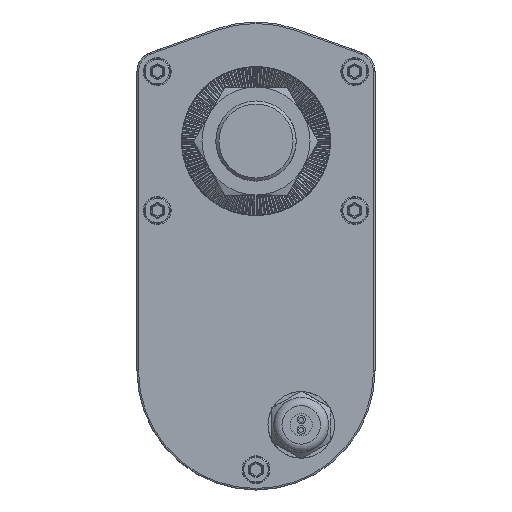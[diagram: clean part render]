
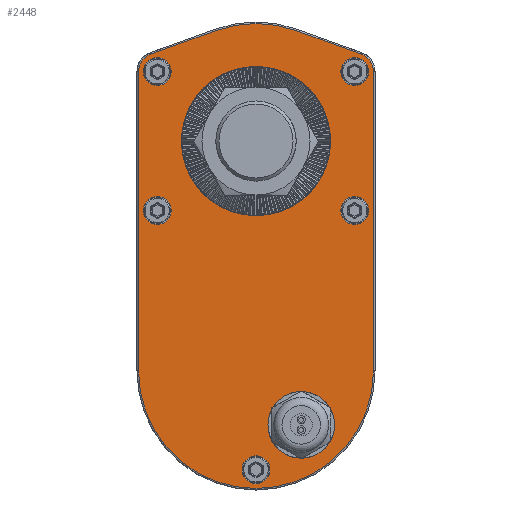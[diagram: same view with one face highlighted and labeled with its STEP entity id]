
A CAD part, front view. The second image highlights one B-rep face of the part: STEP entity #2448.
In plain terms, the highlighted planar face has unit normal (0, -1, 0).
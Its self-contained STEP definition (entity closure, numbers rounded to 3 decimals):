
#2448 = ADVANCED_FACE( '', ( #5114, #5115, #5116, #5117, #5118, #5119, #5120, #5121 ), #5122, .T. );
#5114 = FACE_BOUND( '', #12875, .T. );
#5115 = FACE_BOUND( '', #12876, .T. );
#5116 = FACE_BOUND( '', #12877, .T. );
#5117 = FACE_BOUND( '', #12878, .T. );
#5118 = FACE_BOUND( '', #12879, .T. );
#5119 = FACE_BOUND( '', #12880, .T. );
#5120 = FACE_OUTER_BOUND( '', #12881, .T. );
#5121 = FACE_BOUND( '', #12882, .T. );
#5122 = PLANE( '', #12883 );
#12875 = EDGE_LOOP( '', ( #20677 ) );
#12876 = EDGE_LOOP( '', ( #20678 ) );
#12877 = EDGE_LOOP( '', ( #20679 ) );
#12878 = EDGE_LOOP( '', ( #20680 ) );
#12879 = EDGE_LOOP( '', ( #20681 ) );
#12880 = EDGE_LOOP( '', ( #20682 ) );
#12881 = EDGE_LOOP( '', ( #20683, #20684, #20685, #20686, #20687, #20688, #20689, #20690 ) );
#12882 = EDGE_LOOP( '', ( #20691 ) );
#12883 = AXIS2_PLACEMENT_3D( '', #20692, #20693, #20694 );
#20677 = ORIENTED_EDGE( '', *, *, #23952, .F. );
#20678 = ORIENTED_EDGE( '', *, *, #23980, .T. );
#20679 = ORIENTED_EDGE( '', *, *, #24883, .T. );
#20680 = ORIENTED_EDGE( '', *, *, #22417, .T. );
#20681 = ORIENTED_EDGE( '', *, *, #23786, .T. );
#20682 = ORIENTED_EDGE( '', *, *, #25142, .T. );
#20683 = ORIENTED_EDGE( '', *, *, #25184, .T. );
#20684 = ORIENTED_EDGE( '', *, *, #25185, .T. );
#20685 = ORIENTED_EDGE( '', *, *, #23578, .T. );
#20686 = ORIENTED_EDGE( '', *, *, #24450, .T. );
#20687 = ORIENTED_EDGE( '', *, *, #24676, .T. );
#20688 = ORIENTED_EDGE( '', *, *, #23552, .T. );
#20689 = ORIENTED_EDGE( '', *, *, #23350, .T. );
#20690 = ORIENTED_EDGE( '', *, *, #23425, .T. );
#20691 = ORIENTED_EDGE( '', *, *, #24713, .F. );
#20692 = CARTESIAN_POINT( '', ( 0., 24.5, -74.5 ) );
#20693 = DIRECTION( '', ( 0., -1., 0. ) );
#20694 = DIRECTION( '', ( 0., 0., -1. ) );
#22417 = EDGE_CURVE( '', #25664, #25664, #25665, .T. );
#23350 = EDGE_CURVE( '', #27239, #27241, #27243, .T. );
#23425 = EDGE_CURVE( '', #27241, #27358, #27360, .T. );
#23552 = EDGE_CURVE( '', #27558, #27239, #27561, .T. );
#23578 = EDGE_CURVE( '', #27602, #27600, #27603, .T. );
#23786 = EDGE_CURVE( '', #27911, #27911, #27912, .T. );
#23952 = EDGE_CURVE( '', #28162, #28162, #28163, .T. );
#23980 = EDGE_CURVE( '', #28202, #28202, #28203, .T. );
#24450 = EDGE_CURVE( '', #27600, #28848, #28850, .T. );
#24676 = EDGE_CURVE( '', #28848, #27558, #29140, .T. );
#24713 = EDGE_CURVE( '', #29189, #29189, #29190, .T. );
#24883 = EDGE_CURVE( '', #29411, #29411, #29412, .T. );
#25142 = EDGE_CURVE( '', #29704, #29704, #29705, .T. );
#25184 = EDGE_CURVE( '', #27358, #29750, #29751, .T. );
#25185 = EDGE_CURVE( '', #29750, #27602, #29752, .T. );
#25664 = VERTEX_POINT( '', #30386 );
#25665 = CIRCLE( '', #30387, 4.5 );
#27239 = VERTEX_POINT( '', #33906 );
#27241 = VERTEX_POINT( '', #33908 );
#27243 = CIRCLE( '', #33910, 38.08 );
#27358 = VERTEX_POINT( '', #34200 );
#27360 = LINE( '', #34202, #34203 );
#27558 = VERTEX_POINT( '', #34505 );
#27561 = LINE( '', #34509, #34510 );
#27600 = VERTEX_POINT( '', #34567 );
#27602 = VERTEX_POINT( '', #34569 );
#27603 = CIRCLE( '', #34570, 38.08 );
#27911 = VERTEX_POINT( '', #35519 );
#27912 = CIRCLE( '', #35520, 4.5 );
#28162 = VERTEX_POINT( '', #36156 );
#28163 = CIRCLE( '', #36157, 7.875 );
#28202 = VERTEX_POINT( '', #36237 );
#28203 = CIRCLE( '', #36238, 4.5 );
#28848 = VERTEX_POINT( '', #37370 );
#28850 = LINE( '', #37372, #37373 );
#29140 = CIRCLE( '', #37928, 6.08 );
#29189 = VERTEX_POINT( '', #38006 );
#29190 = CIRCLE( '', #38007, 24.1 );
#29411 = VERTEX_POINT( '', #38248 );
#29412 = CIRCLE( '', #38249, 4.5 );
#29704 = VERTEX_POINT( '', #39040 );
#29705 = CIRCLE( '', #39041, 4.5 );
#29750 = VERTEX_POINT( '', #39121 );
#29751 = CIRCLE( '', #39122, 6.08 );
#29752 = LINE( '', #39123, #39124 );
#30386 = CARTESIAN_POINT( '', ( -32., 24.5, -27. ) );
#30387 = AXIS2_PLACEMENT_3D( '', #39772, #39773, #39774 );
#33906 = CARTESIAN_POINT( '', ( -38.08, 24.5, -74.5 ) );
#33908 = CARTESIAN_POINT( '', ( 38.08, 24.5, -74.5 ) );
#33910 = AXIS2_PLACEMENT_3D( '', #40848, #40849, #40850 );
#34200 = CARTESIAN_POINT( '', ( 38.08, 24.5, 22.46 ) );
#34202 = CARTESIAN_POINT( '', ( 38.08, 24.5, -74.5 ) );
#34203 = VECTOR( '', #40923, 1000. );
#34505 = CARTESIAN_POINT( '', ( -38.08, 24.5, 22.46 ) );
#34509 = CARTESIAN_POINT( '', ( -38.08, 24.5, -74.5 ) );
#34510 = VECTOR( '', #41078, 1000. );
#34567 = CARTESIAN_POINT( '', ( -12.944, 24.5, 35.813 ) );
#34569 = CARTESIAN_POINT( '', ( 12.944, 24.5, 35.813 ) );
#34570 = AXIS2_PLACEMENT_3D( '', #41105, #41106, #41107 );
#35519 = CARTESIAN_POINT( '', ( 0., 24.5, -111. ) );
#35520 = AXIS2_PLACEMENT_3D( '', #41337, #41338, #41339 );
#36156 = CARTESIAN_POINT( '', ( 14.66, 24.5, -99.845 ) );
#36157 = AXIS2_PLACEMENT_3D( '', #41516, #41517, #41518 );
#36237 = CARTESIAN_POINT( '', ( 32., 24.5, 18. ) );
#36238 = AXIS2_PLACEMENT_3D( '', #41548, #41549, #41550 );
#37370 = CARTESIAN_POINT( '', ( -34.067, 24.5, 28.178 ) );
#37372 = CARTESIAN_POINT( '', ( -36.76, 24.5, 27.204 ) );
#37373 = VECTOR( '', #42076, 1000. );
#37928 = AXIS2_PLACEMENT_3D( '', #42328, #42329, #42330 );
#38006 = CARTESIAN_POINT( '', ( 0., 24.5, -24.1 ) );
#38007 = AXIS2_PLACEMENT_3D( '', #42366, #42367, #42368 );
#38248 = CARTESIAN_POINT( '', ( 32., 24.5, -27. ) );
#38249 = AXIS2_PLACEMENT_3D( '', #42791, #42792, #42793 );
#39040 = CARTESIAN_POINT( '', ( -32., 24.5, 18. ) );
#39041 = AXIS2_PLACEMENT_3D( '', #42959, #42960, #42961 );
#39121 = CARTESIAN_POINT( '', ( 34.067, 24.5, 28.178 ) );
#39122 = AXIS2_PLACEMENT_3D( '', #42987, #42988, #42989 );
#39123 = CARTESIAN_POINT( '', ( 36.76, 24.5, 27.204 ) );
#39124 = VECTOR( '', #42990, 1000. );
#39772 = CARTESIAN_POINT( '', ( -32., 24.5, -22.5 ) );
#39773 = DIRECTION( '', ( 0., 1., 0. ) );
#39774 = DIRECTION( '', ( 0., 0., -1. ) );
#40848 = CARTESIAN_POINT( '', ( 0., 24.5, -74.5 ) );
#40849 = DIRECTION( '', ( 0., -1., 0. ) );
#40850 = DIRECTION( '', ( 0., 0., -1. ) );
#40923 = DIRECTION( '', ( 0., 0., 1. ) );
#41078 = DIRECTION( '', ( 0., 0., -1. ) );
#41105 = CARTESIAN_POINT( '', ( 0., 24.5, 0. ) );
#41106 = DIRECTION( '', ( 0., -1., 0. ) );
#41107 = DIRECTION( '', ( 0., 0., -1. ) );
#41337 = CARTESIAN_POINT( '', ( 0., 24.5, -106.5 ) );
#41338 = DIRECTION( '', ( 0., 1., 0. ) );
#41339 = DIRECTION( '', ( 0., 0., -1. ) );
#41516 = CARTESIAN_POINT( '', ( 14.66, 24.5, -91.97 ) );
#41517 = DIRECTION( '', ( 0., -1., 0. ) );
#41518 = DIRECTION( '', ( 0., 0., -1. ) );
#41548 = CARTESIAN_POINT( '', ( 32., 24.5, 22.5 ) );
#41549 = DIRECTION( '', ( 0., 1., 0. ) );
#41550 = DIRECTION( '', ( 0., 0., -1. ) );
#42076 = DIRECTION( '', ( -0.94, 0., -0.34 ) );
#42328 = CARTESIAN_POINT( '', ( -32., 24.5, 22.46 ) );
#42329 = DIRECTION( '', ( 0., -1., 0. ) );
#42330 = DIRECTION( '', ( 0., 0., -1. ) );
#42366 = CARTESIAN_POINT( '', ( 0., 24.5, 0. ) );
#42367 = DIRECTION( '', ( 0., -1., 0. ) );
#42368 = DIRECTION( '', ( 0., 0., -1. ) );
#42791 = CARTESIAN_POINT( '', ( 32., 24.5, -22.5 ) );
#42792 = DIRECTION( '', ( 0., 1., 0. ) );
#42793 = DIRECTION( '', ( 0., 0., -1. ) );
#42959 = CARTESIAN_POINT( '', ( -32., 24.5, 22.5 ) );
#42960 = DIRECTION( '', ( 0., 1., 0. ) );
#42961 = DIRECTION( '', ( 0., 0., -1. ) );
#42987 = CARTESIAN_POINT( '', ( 32., 24.5, 22.46 ) );
#42988 = DIRECTION( '', ( 0., -1., 0. ) );
#42989 = DIRECTION( '', ( 0., 0., -1. ) );
#42990 = DIRECTION( '', ( -0.94, 0., 0.34 ) );
